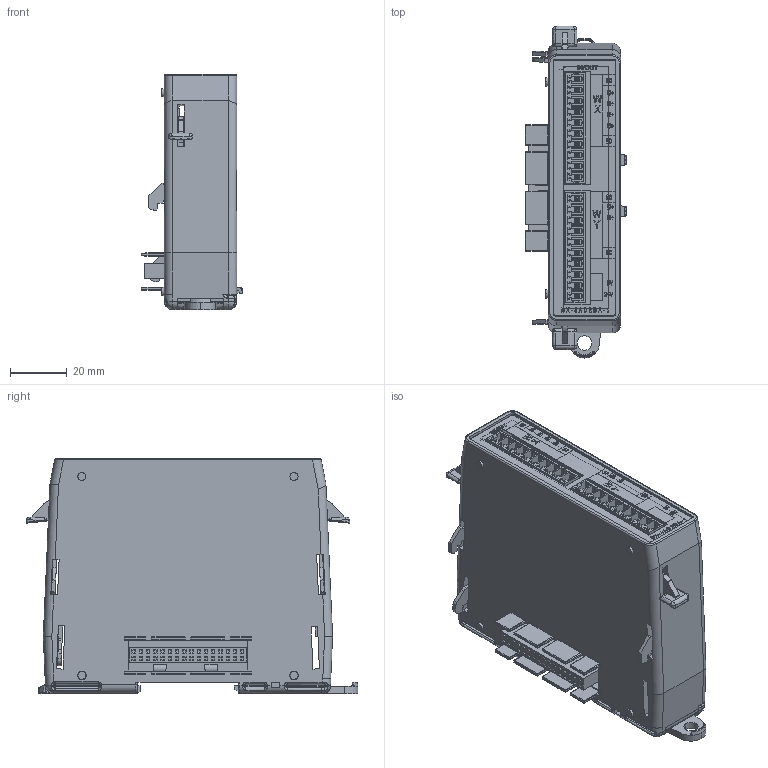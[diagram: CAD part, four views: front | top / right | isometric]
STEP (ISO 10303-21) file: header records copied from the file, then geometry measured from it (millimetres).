
FILE_DESCRIPTION (( 'STEP AP214' ), '1' );
FILE_NAME ('BX-4AD2DA-1.STEP', '2019-05-07T17:57:23', ( '' ), ( '' ), 'SwSTEP 2.0', 'SolidWorks 2017', '' );
FILE_SCHEMA (( 'AUTOMOTIVE_DESIGN' ));
Length unit declared in the file: inch
Products named in the file (1): BX-4AD2DA-1
Bounding box: 35.6 x 116.5 x 82.55 mm (x, y, z)
Volume: 154971.2 mm3; surface area: 57421.1 mm2
Topology: 10 solids, 32 shells, 4569 faces, 11914 edges, 7608 vertices
Faces by surface type: plane 3272, cylinder 627, bspline 499, cone 114, torus 46, sphere 11
Entity records: 174595 total; most frequent: CARTESIAN_POINT 61291, ORIENTED_EDGE 23780, DIRECTION 19587, EDGE_CURVE 11890, LINE 9079, VECTOR 9079, VERTEX_POINT 7600, AXIS2_PLACEMENT_3D 5254
